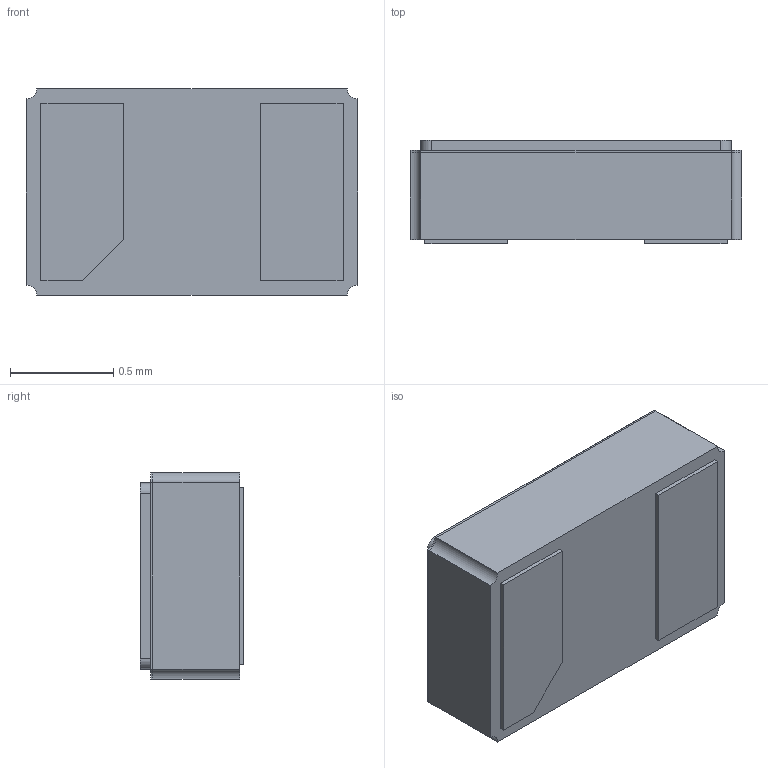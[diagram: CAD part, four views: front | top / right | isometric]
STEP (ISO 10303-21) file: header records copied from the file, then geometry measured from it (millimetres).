
FILE_DESCRIPTION (( 'STEP AP214' ), '1' );
FILE_NAME ('ABS05W-32.768KHZ-D-2-T.STEP', '2018-07-26T11:52:11', ( '' ), ( '' ), 'SwSTEP 2.0', 'SolidWorks 2017', '' );
FILE_SCHEMA (( 'AUTOMOTIVE_DESIGN' ));
Length unit declared in the file: millimetre
Products named in the file (1): ABS05W-32.768KHZ-D-2-T
Bounding box: 1.6 x 0.5 x 1 mm (x, y, z)
Volume: 0.8 mm3; surface area: 11.3 mm2
Topology: 5 solids, 5 shells, 71 faces, 174 edges, 116 vertices
Faces by surface type: plane 51, cylinder 20
Entity records: 2162 total; most frequent: CARTESIAN_POINT 362, DIRECTION 358, ORIENTED_EDGE 348, EDGE_CURVE 174, VECTOR 134, LINE 134, VERTEX_POINT 116, AXIS2_PLACEMENT_3D 112
